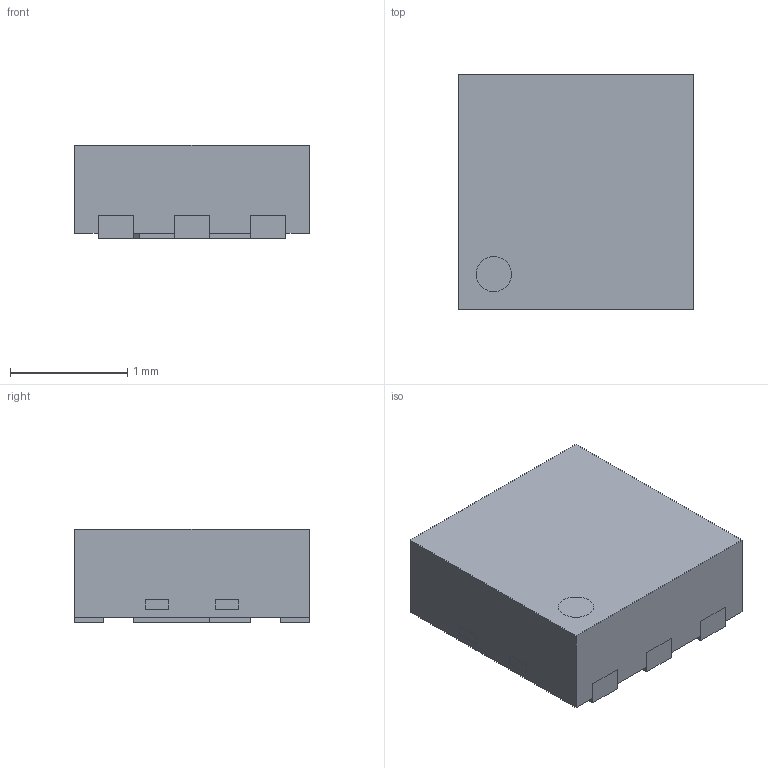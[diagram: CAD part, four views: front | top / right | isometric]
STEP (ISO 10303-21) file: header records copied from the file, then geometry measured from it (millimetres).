
FILE_DESCRIPTION(('FreeCAD Model'),'2;1');
FILE_NAME('SON65P200X200X80-7.step', '2021-04-01T18:06:01',('kicad StepUp'),('ksu MCAD'), 'Open CASCADE STEP processor 7.2','FreeCAD','Unknown');
FILE_SCHEMA(('AUTOMOTIVE_DESIGN { 1 0 10303 214 1 1 1 1 }'));
Length unit declared in the file: millimetre
Products named in the file (1): SON65P200X200X80-7
Bounding box: 2 x 2 x 0.8 mm (x, y, z)
Volume: 3.1 mm3; surface area: 22.8 mm2
Topology: 9 solids, 9 shells, 114 faces, 294 edges, 196 vertices
Faces by surface type: plane 110, cylinder 4
Entity records: 4218 total; most frequent: CARTESIAN_POINT 605, ORIENTED_EDGE 588, DIRECTION 532, EDGE_CURVE 294, LINE 286, VECTOR 286, VERTEX_POINT 196, AXIS2_PLACEMENT_3D 123
